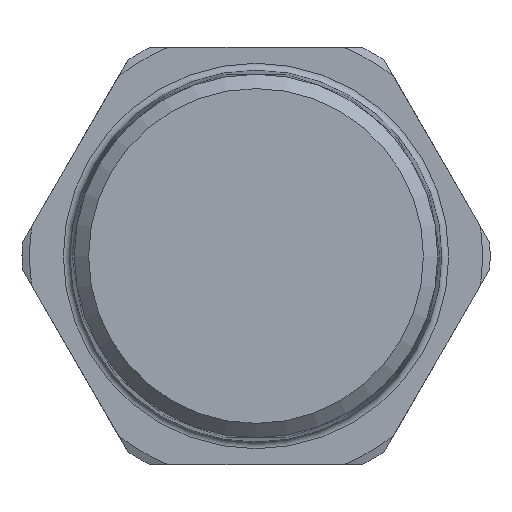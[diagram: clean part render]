
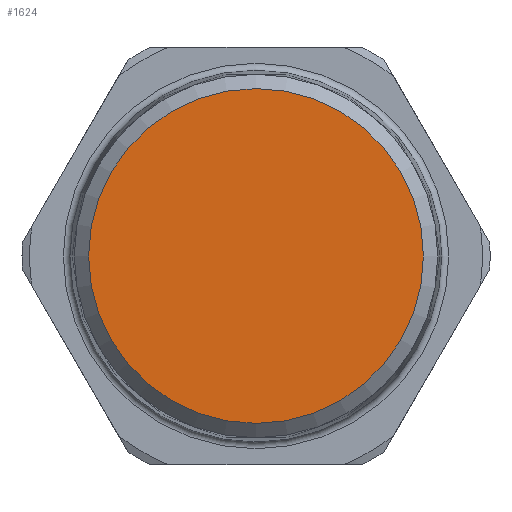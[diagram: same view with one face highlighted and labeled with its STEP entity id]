
A CAD part, left-side view. The second image highlights one B-rep face of the part: STEP entity #1624.
In plain terms, the highlighted planar face has unit normal (-1, 0, 0).
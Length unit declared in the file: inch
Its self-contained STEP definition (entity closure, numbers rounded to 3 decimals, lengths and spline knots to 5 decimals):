
#311=FACE_OUTER_BOUND('',#401,.T.);
#401=EDGE_LOOP('',(#1294));
#520=CIRCLE('',#1828,0.47309);
#674=VERTEX_POINT('',#2873);
#890=EDGE_CURVE('',#674,#674,#520,.T.);
#1294=ORIENTED_EDGE('',*,*,#890,.F.);
#1460=PLANE('',#1827);
#1624=ADVANCED_FACE('',(#311),#1460,.T.);
#1827=AXIS2_PLACEMENT_3D('',#2872,#2240,#2241);
#1828=AXIS2_PLACEMENT_3D('',#2874,#2242,#2243);
#2240=DIRECTION('center_axis',(-1.,0.,0.));
#2241=DIRECTION('ref_axis',(0.,0.,
1.));
#2242=DIRECTION('center_axis',(1.,0.,0.));
#2243=DIRECTION('ref_axis',(0.,-1.,0.));
#2872=CARTESIAN_POINT('Origin',(-1.49803,0.51246,0.));
#2873=CARTESIAN_POINT('',(-1.49803,0.47309,0.));
#2874=CARTESIAN_POINT('Origin',(-1.49803,0.,
0.));
